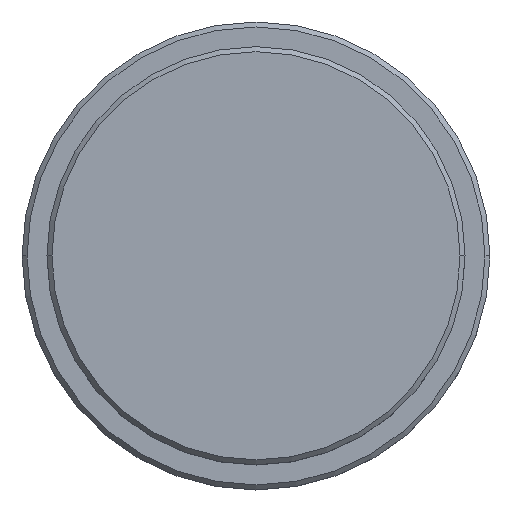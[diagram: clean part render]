
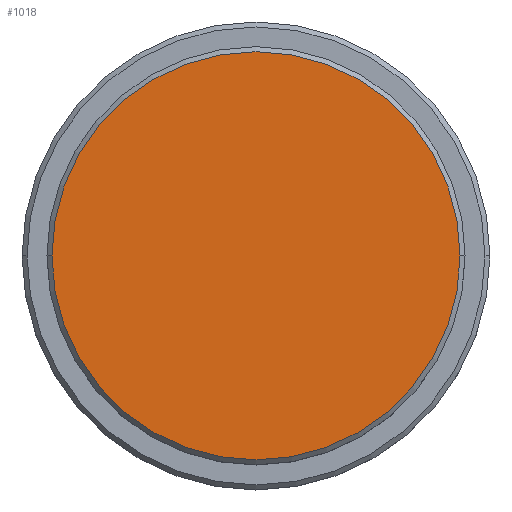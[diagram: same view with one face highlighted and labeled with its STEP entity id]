
A CAD part, top view. The second image highlights one B-rep face of the part: STEP entity #1018.
In plain terms, the highlighted planar face has unit normal (0, 0, 1).
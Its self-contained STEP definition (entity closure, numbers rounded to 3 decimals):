
#3 = VERTEX_POINT ( 'NONE', #399 ) ;
#58 = DIRECTION ( 'NONE',  ( 0., 0., 1. ) ) ;
#114 = VERTEX_POINT ( 'NONE', #899 ) ;
#134 = DIRECTION ( 'NONE',  ( 0., 0., 1. ) ) ;
#145 = CARTESIAN_POINT ( 'NONE',  ( 0., 0., 0. ) ) ;
#171 = ORIENTED_EDGE ( 'NONE', *, *, #612, .T. ) ;
#265 = CIRCLE ( 'NONE', #443, 20.5 ) ;
#348 = DIRECTION ( 'NONE',  ( 1., 0., 0. ) ) ;
#399 = CARTESIAN_POINT ( 'NONE',  ( -20.5, 0., 0. ) ) ;
#443 = AXIS2_PLACEMENT_3D ( 'NONE', #1384, #58, #846 ) ;
#448 = FACE_OUTER_BOUND ( 'NONE', #1127, .T. ) ;
#535 = AXIS2_PLACEMENT_3D ( 'NONE', #1181, #590, #348 ) ;
#574 = DIRECTION ( 'NONE',  ( 1., 0., 0. ) ) ;
#590 = DIRECTION ( 'NONE',  ( 0., 0., 1. ) ) ;
#612 = EDGE_CURVE ( 'NONE', #114, #3, #836, .T. ) ;
#614 = AXIS2_PLACEMENT_3D ( 'NONE', #145, #134, #574 ) ;
#706 = ORIENTED_EDGE ( 'NONE', *, *, #730, .T. ) ;
#730 = EDGE_CURVE ( 'NONE', #3, #114, #265, .T. ) ;
#836 = CIRCLE ( 'NONE', #535, 20.5 ) ;
#846 = DIRECTION ( 'NONE',  ( 1., 0., 0. ) ) ;
#899 = CARTESIAN_POINT ( 'NONE',  ( 20.5, 0., 0. ) ) ;
#1018 = ADVANCED_FACE ( 'NONE', ( #448 ), #1329, .T. ) ;
#1127 = EDGE_LOOP ( 'NONE', ( #706, #171 ) ) ;
#1181 = CARTESIAN_POINT ( 'NONE',  ( 0., 0., 0. ) ) ;
#1329 = PLANE ( 'NONE',  #614 ) ;
#1384 = CARTESIAN_POINT ( 'NONE',  ( 0., 0., 0. ) ) ;
